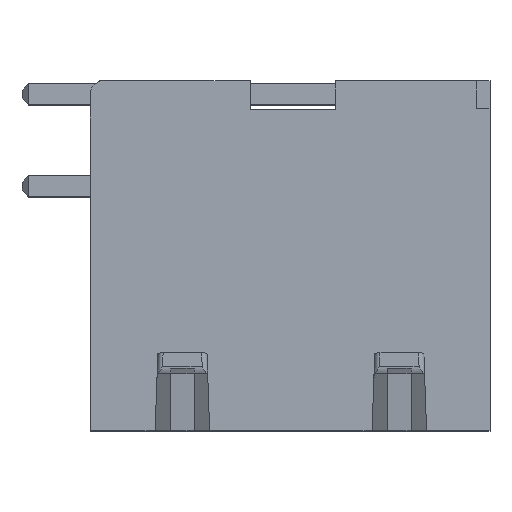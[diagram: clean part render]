
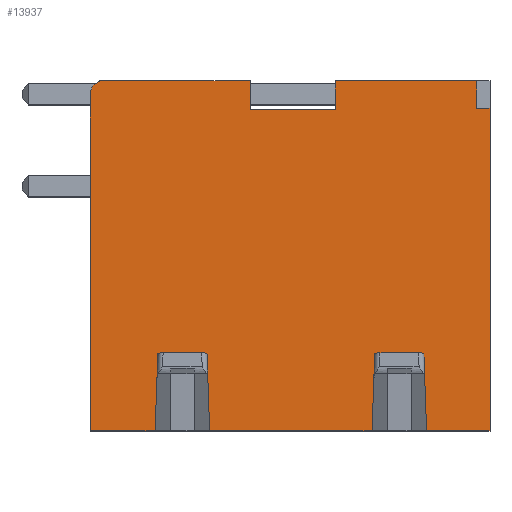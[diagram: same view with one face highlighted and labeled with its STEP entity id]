
A CAD part, top view. The second image highlights one B-rep face of the part: STEP entity #13937.
In plain terms, the highlighted planar face has unit normal (0, 0, 1).
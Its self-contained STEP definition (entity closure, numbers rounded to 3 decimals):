
#3321=DIRECTION('',(-1.,0.,0.));
#3322=VECTOR('',#3321,5.39);
#3323=CARTESIAN_POINT('',(11.703,13.3,33.7));
#3324=LINE('',#3323,#3322);
#3369=DIRECTION('',(0.,-1.,0.));
#3370=VECTOR('',#3369,1.092);
#3371=CARTESIAN_POINT('',(6.313,13.3,33.7));
#3372=LINE('',#3371,#3370);
#3429=DIRECTION('',(0.,1.,0.));
#3430=VECTOR('',#3429,1.092);
#3431=CARTESIAN_POINT('',(3.074,12.208,33.7));
#3432=LINE('',#3431,#3430);
#3533=DIRECTION('',(-1.,0.,0.));
#3534=VECTOR('',#3533,5.716);
#3535=CARTESIAN_POINT('',(3.074,13.3,33.7));
#3536=LINE('',#3535,#3534);
#3633=DIRECTION('',(0.,-1.,0.));
#3634=VECTOR('',#3633,0.02);
#3635=CARTESIAN_POINT('',(-2.641,13.3,33.7));
#3636=LINE('',#3635,#3634);
#4707=DIRECTION('',(-1.,0.,0.));
#4708=VECTOR('',#4707,3.238);
#4709=CARTESIAN_POINT('',(6.313,12.208,33.7));
#4710=LINE('',#4709,#4708);
#4711=DIRECTION('',(-0.035,-0.999,0.));
#4712=VECTOR('',#4711,2.716);
#4713=CARTESIAN_POINT('',(-0.443,2.714,33.7));
#4714=LINE('',#4713,#4712);
#4715=DIRECTION('',(-1.,0.,0.));
#4716=VECTOR('',#4715,2.463);
#4717=CARTESIAN_POINT('',(-0.537,0.,33.7));
#4718=LINE('',#4717,#4716);
#4719=DIRECTION('',(0.,1.,0.));
#4720=VECTOR('',#4719,12.8);
#4721=CARTESIAN_POINT('',(-3.,0.,33.7));
#4722=LINE('',#4721,#4720);
#4723=CARTESIAN_POINT('',(-2.5,12.8,33.7));
#4724=DIRECTION('',(0.,0.,-1.));
#4725=DIRECTION('',(-1.,0.,0.));
#4726=AXIS2_PLACEMENT_3D('',#4723,#4724,#4725);
#4728=DIRECTION('',(0.,-1.,0.));
#4729=VECTOR('',#4728,12.25);
#4730=CARTESIAN_POINT('',(12.2,12.25,33.7));
#4731=LINE('',#4730,#4729);
#4732=DIRECTION('',(-1.,0.,0.));
#4733=VECTOR('',#4732,2.413);
#4734=CARTESIAN_POINT('',(12.2,0.,33.7));
#4735=LINE('',#4734,#4733);
#4736=DIRECTION('',(-0.035,0.999,0.));
#4737=VECTOR('',#4736,2.716);
#4738=CARTESIAN_POINT('',(9.787,0.,33.7));
#4739=LINE('',#4738,#4737);
#4740=DIRECTION('',(-0.035,-0.999,0.));
#4741=VECTOR('',#4740,2.716);
#4742=CARTESIAN_POINT('',(7.807,2.714,33.7));
#4743=LINE('',#4742,#4741);
#4744=DIRECTION('',(-1.,0.,0.));
#4745=VECTOR('',#4744,6.175);
#4746=CARTESIAN_POINT('',(7.713,0.,33.7));
#4747=LINE('',#4746,#4745);
#4748=DIRECTION('',(-0.035,0.999,0.));
#4749=VECTOR('',#4748,2.716);
#4750=CARTESIAN_POINT('',(1.537,0.,33.7));
#4751=LINE('',#4750,#4749);
#4776=DIRECTION('',(1.,0.,0.));
#4777=VECTOR('',#4776,1.885);
#4778=CARTESIAN_POINT('',(-0.443,2.714,33.7));
#4779=LINE('',#4778,#4777);
#4933=DIRECTION('',(0.,1.,0.));
#4934=VECTOR('',#4933,1.05);
#4935=CARTESIAN_POINT('',(11.703,12.25,33.7));
#4936=LINE('',#4935,#4934);
#4949=DIRECTION('',(-1.,0.,0.));
#4950=VECTOR('',#4949,0.497);
#4951=CARTESIAN_POINT('',(12.2,12.25,33.7));
#4952=LINE('',#4951,#4950);
#4969=DIRECTION('',(1.,0.,0.));
#4970=VECTOR('',#4969,1.885);
#4971=CARTESIAN_POINT('',(7.807,2.714,33.7));
#4972=LINE('',#4971,#4970);
#5311=CARTESIAN_POINT('',(-3.,0.,33.7));
#5312=VERTEX_POINT('',#5311);
#5313=CARTESIAN_POINT('',(-0.537,0.,33.7));
#5314=VERTEX_POINT('',#5313);
#5319=CARTESIAN_POINT('',(1.537,0.,33.7));
#5320=VERTEX_POINT('',#5319);
#5321=CARTESIAN_POINT('',(7.713,0.,33.7));
#5322=VERTEX_POINT('',#5321);
#5327=CARTESIAN_POINT('',(9.787,0.,33.7));
#5328=VERTEX_POINT('',#5327);
#5329=CARTESIAN_POINT('',(12.2,0.,33.7));
#5330=VERTEX_POINT('',#5329);
#5411=CARTESIAN_POINT('',(12.2,12.25,33.7));
#5412=VERTEX_POINT('',#5411);
#5419=CARTESIAN_POINT('',(11.703,13.3,33.7));
#5420=VERTEX_POINT('',#5419);
#5421=CARTESIAN_POINT('',(6.313,13.3,33.7));
#5422=VERTEX_POINT('',#5421);
#5423=CARTESIAN_POINT('',(6.313,12.208,33.7));
#5424=VERTEX_POINT('',#5423);
#5433=CARTESIAN_POINT('',(3.074,12.208,33.7));
#5434=CARTESIAN_POINT('',(3.074,13.3,33.7));
#5435=VERTEX_POINT('',#5433);
#5436=VERTEX_POINT('',#5434);
#5445=CARTESIAN_POINT('',(-2.641,13.3,33.7));
#5446=VERTEX_POINT('',#5445);
#5447=CARTESIAN_POINT('',(-2.641,13.28,33.7));
#5448=VERTEX_POINT('',#5447);
#5477=CARTESIAN_POINT('',(-0.443,2.714,33.7));
#5478=VERTEX_POINT('',#5477);
#5479=CARTESIAN_POINT('',(-3.,12.8,33.7));
#5480=VERTEX_POINT('',#5479);
#5481=CARTESIAN_POINT('',(11.703,12.25,33.7));
#5482=VERTEX_POINT('',#5481);
#5483=CARTESIAN_POINT('',(9.693,2.714,33.7));
#5484=VERTEX_POINT('',#5483);
#5485=CARTESIAN_POINT('',(7.807,2.714,33.7));
#5486=VERTEX_POINT('',#5485);
#5487=CARTESIAN_POINT('',(1.443,2.714,33.7));
#5488=VERTEX_POINT('',#5487);
#13900=CARTESIAN_POINT('',(0.,0.,33.7));
#13901=DIRECTION('',(0.,0.,1.));
#13902=DIRECTION('',(1.,0.,0.));
#13903=AXIS2_PLACEMENT_3D('',#13900,#13901,#13902);
#13904=PLANE('',#13903);
#13906=ORIENTED_EDGE('',*,*,#13905,.T.);
#13907=ORIENTED_EDGE('',*,*,#6989,.T.);
#13909=ORIENTED_EDGE('',*,*,#13908,.T.);
#13911=ORIENTED_EDGE('',*,*,#13910,.T.);
#13912=ORIENTED_EDGE('',*,*,#12117,.F.);
#13913=ORIENTED_EDGE('',*,*,#12087,.F.);
#13914=ORIENTED_EDGE('',*,*,#11880,.F.);
#13915=ORIENTED_EDGE('',*,*,#13895,.F.);
#13916=ORIENTED_EDGE('',*,*,#11768,.F.);
#13917=ORIENTED_EDGE('',*,*,#11753,.F.);
#13919=ORIENTED_EDGE('',*,*,#13918,.F.);
#13921=ORIENTED_EDGE('',*,*,#13920,.F.);
#13922=ORIENTED_EDGE('',*,*,#11696,.T.);
#13923=ORIENTED_EDGE('',*,*,#7005,.T.);
#13925=ORIENTED_EDGE('',*,*,#13924,.T.);
#13927=ORIENTED_EDGE('',*,*,#13926,.F.);
#13929=ORIENTED_EDGE('',*,*,#13928,.T.);
#13930=ORIENTED_EDGE('',*,*,#6997,.T.);
#13932=ORIENTED_EDGE('',*,*,#13931,.T.);
#13934=ORIENTED_EDGE('',*,*,#13933,.F.);
#13935=EDGE_LOOP('',(#13906,#13907,#13909,#13911,#13912,#13913,#13914,#13915,
#13916,#13917,#13919,#13921,#13922,#13923,#13925,#13927,#13929,#13930,#13932,
#13934));
#13936=FACE_OUTER_BOUND('',#13935,.F.);
#13937=ADVANCED_FACE('',(#13936),#13904,.T.);
#4727=CIRCLE('',#4726,0.5);
#6989=EDGE_CURVE('',#5314,#5312,#4718,.T.);
#6997=EDGE_CURVE('',#5322,#5320,#4747,.T.);
#7005=EDGE_CURVE('',#5330,#5328,#4735,.T.);
#11696=EDGE_CURVE('',#5412,#5330,#4731,.T.);
#11753=EDGE_CURVE('',#5420,#5422,#3324,.T.);
#11768=EDGE_CURVE('',#5422,#5424,#3372,.T.);
#11880=EDGE_CURVE('',#5435,#5436,#3432,.T.);
#12087=EDGE_CURVE('',#5436,#5446,#3536,.T.);
#12117=EDGE_CURVE('',#5446,#5448,#3636,.T.);
#13895=EDGE_CURVE('',#5424,#5435,#4710,.T.);
#13905=EDGE_CURVE('',#5478,#5314,#4714,.T.);
#13908=EDGE_CURVE('',#5312,#5480,#4722,.T.);
#13910=EDGE_CURVE('',#5480,#5448,#4727,.T.);
#13918=EDGE_CURVE('',#5482,#5420,#4936,.T.);
#13920=EDGE_CURVE('',#5412,#5482,#4952,.T.);
#13924=EDGE_CURVE('',#5328,#5484,#4739,.T.);
#13926=EDGE_CURVE('',#5486,#5484,#4972,.T.);
#13928=EDGE_CURVE('',#5486,#5322,#4743,.T.);
#13931=EDGE_CURVE('',#5320,#5488,#4751,.T.);
#13933=EDGE_CURVE('',#5478,#5488,#4779,.T.);
